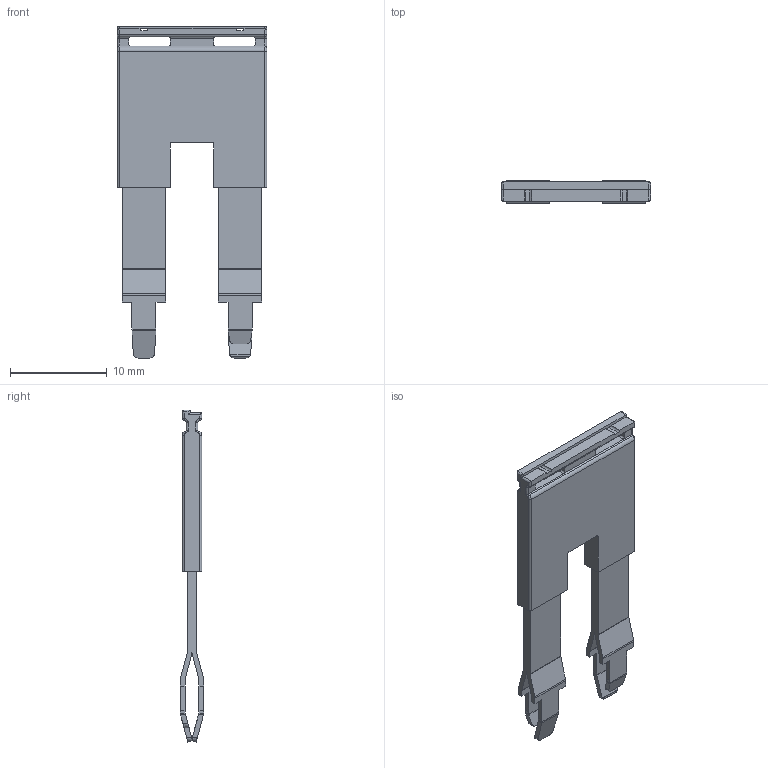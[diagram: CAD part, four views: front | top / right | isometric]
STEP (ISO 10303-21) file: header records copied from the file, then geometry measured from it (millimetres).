
FILE_DESCRIPTION(/* description */ (''),/* implementation_level */ '2;1');
FILE_NAME(/* name */ 'JX10_2.stp',/* time_stamp */ '2016-06-27T09:25:54-04:00',/* author */ ('CAD Station'),/* organization */ (''),/* preprocessor_version */ 'ST-DEVELOPER v16.1',/* originating_system */ 'Autodesk Inventor 2016',/* authorisation */ '');
FILE_SCHEMA (('AUTOMOTIVE_DESIGN { 1 0 10303 214 3 1 1 }'));
Length unit declared in the file: metre
Products named in the file (1): JX10_2
Bounding box: 15.45 x 2.42 x 34.34 mm (x, y, z)
Volume: 574.9 mm3; surface area: 1080.6 mm2
Topology: 1 solids, 1 shells, 208 faces, 542 edges, 328 vertices
Faces by surface type: plane 118, cylinder 70, bspline 8, torus 8, sphere 4
Entity records: 6716 total; most frequent: CARTESIAN_POINT 1391, ORIENTED_EDGE 1076, DIRECTION 1044, EDGE_CURVE 538, LINE 378, VECTOR 378, AXIS2_PLACEMENT_3D 333, VERTEX_POINT 328
